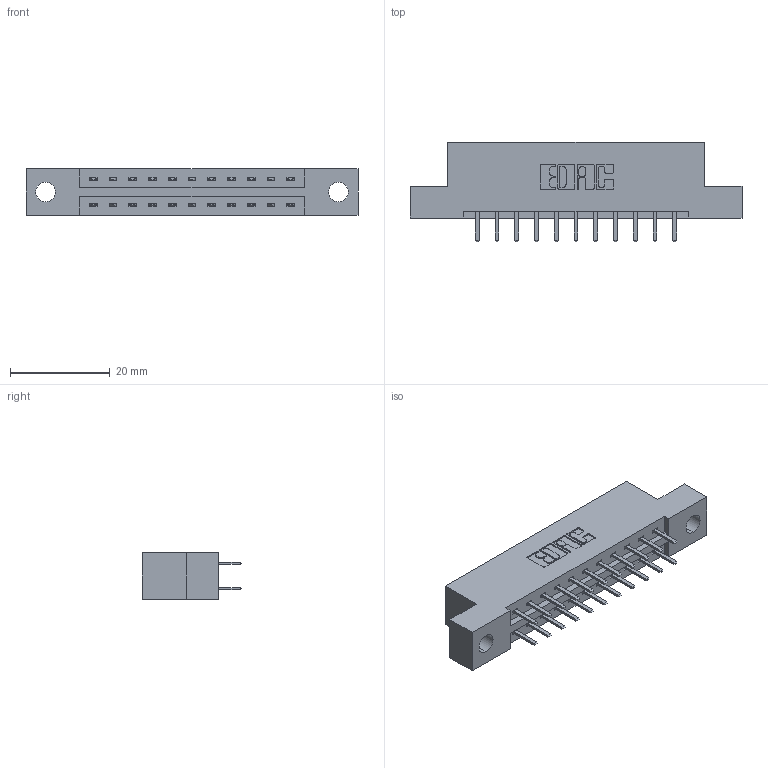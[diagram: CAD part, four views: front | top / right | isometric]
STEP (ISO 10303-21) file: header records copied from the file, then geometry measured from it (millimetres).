
FILE_DESCRIPTION (( 'STEP AP203' ), '1' );
FILE_NAME ('337-022-520-204.STEP', '2019-10-08T14:31:00', ( '' ), ( '' ), 'SwSTEP 2.0', 'SolidWorks 2016', '' );
FILE_SCHEMA (( 'CONFIG_CONTROL_DESIGN' ));
Length unit declared in the file: inch
Products named in the file (3): 345-292-001_345-293-120; 337 Part_Flush Mounting Lugs - 0.156 Dia-TH; 337-022-520-204
Assembly tree (23 placements, depth 2):
  337-022-520-204
    337 Part_Flush Mounting Lugs - 0.156 Dia-TH
    345-292-001_345-293-120  x22
Bounding box: 66.6 x 20.02 x 9.4 mm (x, y, z)
Volume: 6508.5 mm3; surface area: 6826.6 mm2
Topology: 23 solids, 23 shells, 1390 faces, 4029 edges, 2626 vertices
Faces by surface type: plane 950, cylinder 440
Entity records: 12655 total; most frequent: CARTESIAN_POINT 2170, ORIENTED_EDGE 2094, DIRECTION 1891, EDGE_CURVE 1047, VECTOR 915, LINE 915, VERTEX_POINT 694, AXIS2_PLACEMENT_3D 488
